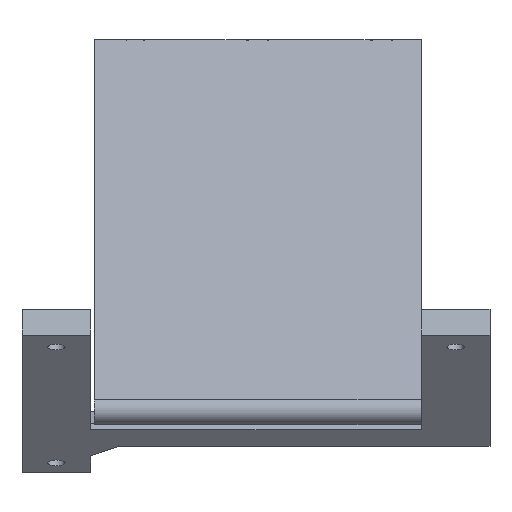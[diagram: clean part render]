
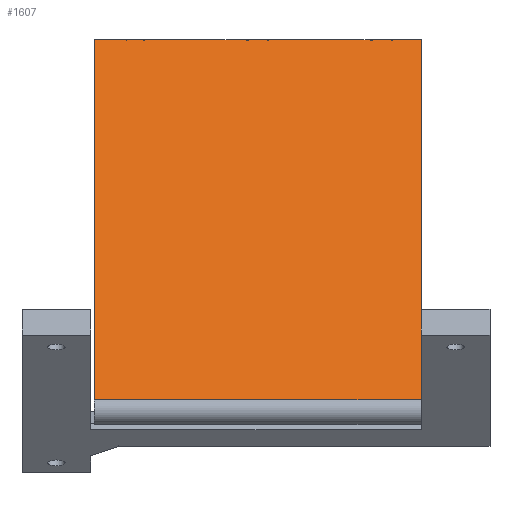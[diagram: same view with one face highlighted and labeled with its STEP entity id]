
A CAD part, top view. The second image highlights one B-rep face of the part: STEP entity #1607.
In plain terms, the highlighted planar face has unit normal (0, 0.799, 0.602).
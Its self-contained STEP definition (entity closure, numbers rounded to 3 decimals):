
#124=PLANE('',#1765);
#245=FACE_OUTER_BOUND('',#346,.T.);
#346=EDGE_LOOP('',(#1493,#1494,#1495,#1496,#1497,#1498,#1499,#1500,#1501,
#1502));
#405=LINE('',#2394,#558);
#472=LINE('',#3100,#625);
#474=LINE('',#3104,#627);
#490=LINE('',#3140,#643);
#491=LINE('',#3142,#644);
#494=LINE('',#3146,#647);
#495=LINE('',#3149,#648);
#502=LINE('',#3167,#655);
#503=LINE('',#3169,#656);
#504=LINE('',#3170,#657);
#558=VECTOR('',#1922,10.);
#625=VECTOR('',#2127,10.);
#627=VECTOR('',#2133,10.);
#643=VECTOR('',#2175,10.);
#644=VECTOR('',#2178,10.);
#647=VECTOR('',#2183,10.);
#648=VECTOR('',#2186,10.);
#655=VECTOR('',#2203,10.);
#656=VECTOR('',#2204,10.);
#657=VECTOR('',#2205,10.);
#736=VERTEX_POINT('',#2375);
#742=VERTEX_POINT('',#2393);
#762=VERTEX_POINT('',#2619);
#779=VERTEX_POINT('',#2768);
#794=VERTEX_POINT('',#2903);
#811=VERTEX_POINT('',#3052);
#824=VERTEX_POINT('',#3138);
#825=VERTEX_POINT('',#3148);
#831=VERTEX_POINT('',#3166);
#832=VERTEX_POINT('',#3168);
#907=EDGE_CURVE('',#742,#736,#405,.T.);
#1022=EDGE_CURVE('',#811,#794,#472,.T.);
#1024=EDGE_CURVE('',#779,#762,#474,.T.);
#1042=EDGE_CURVE('',#736,#824,#490,.T.);
#1043=EDGE_CURVE('',#762,#742,#491,.T.);
#1046=EDGE_CURVE('',#794,#779,#494,.T.);
#1047=EDGE_CURVE('',#825,#811,#495,.T.);
#1056=EDGE_CURVE('',#831,#825,#502,.T.);
#1057=EDGE_CURVE('',#832,#824,#503,.T.);
#1058=EDGE_CURVE('',#831,#832,#504,.T.);
#1493=ORIENTED_EDGE('',*,*,#1056,.T.);
#1494=ORIENTED_EDGE('',*,*,#1047,.T.);
#1495=ORIENTED_EDGE('',*,*,#1022,.T.);
#1496=ORIENTED_EDGE('',*,*,#1046,.T.);
#1497=ORIENTED_EDGE('',*,*,#1024,.T.);
#1498=ORIENTED_EDGE('',*,*,#1043,.T.);
#1499=ORIENTED_EDGE('',*,*,#907,.T.);
#1500=ORIENTED_EDGE('',*,*,#1042,.T.);
#1501=ORIENTED_EDGE('',*,*,#1057,.F.);
#1502=ORIENTED_EDGE('',*,*,#1058,.F.);
#1607=ADVANCED_FACE('',(#245),#124,.T.);
#1765=AXIS2_PLACEMENT_3D('',#3165,#2201,#2202);
#1922=DIRECTION('',(-1.,0.,0.));
#2127=DIRECTION('',(-1.,0.,0.));
#2133=DIRECTION('',(-1.,0.,0.));
#2175=DIRECTION('',(-1.,0.,0.));
#2178=DIRECTION('',(-1.,0.,0.));
#2183=DIRECTION('',(-1.,0.,0.));
#2186=DIRECTION('',(-1.,0.,0.));
#2201=DIRECTION('center_axis',(0.,0.799,0.602));
#2202=DIRECTION('ref_axis',(0.,0.602,-0.799));
#2203=DIRECTION('',(0.,0.602,-0.799));
#2204=DIRECTION('',(0.,0.602,-0.799));
#2205=DIRECTION('',(-1.,0.,0.));
#2375=CARTESIAN_POINT('',(130.35,81.535,-6.785));
#2393=CARTESIAN_POINT('',(131.652,81.535,-6.785));
#2394=CARTESIAN_POINT('',(136.975,81.535,-6.785));
#2619=CARTESIAN_POINT('',(148.048,81.535,-6.785));
#2768=CARTESIAN_POINT('',(149.652,81.535,-6.785));
#2903=CARTESIAN_POINT('',(166.048,81.535,-6.785));
#3052=CARTESIAN_POINT('',(167.652,81.535,-6.785));
#3100=CARTESIAN_POINT('',(136.975,81.535,-6.785));
#3104=CARTESIAN_POINT('',(136.975,81.535,-6.785));
#3138=CARTESIAN_POINT('',(125.1,81.535,-6.785));
#3140=CARTESIAN_POINT('',(136.975,81.535,-6.785));
#3142=CARTESIAN_POINT('',(136.975,81.535,-6.785));
#3146=CARTESIAN_POINT('',(136.975,81.535,-6.785));
#3148=CARTESIAN_POINT('',(172.6,81.535,-6.785));
#3149=CARTESIAN_POINT('',(136.975,81.535,-6.785));
#3165=CARTESIAN_POINT('Origin',(172.6,29.057,62.856));
#3166=CARTESIAN_POINT('',(172.6,29.057,62.856));
#3167=CARTESIAN_POINT('',(172.6,27.552,64.853));
#3168=CARTESIAN_POINT('',(125.1,29.057,62.856));
#3169=CARTESIAN_POINT('',(125.1,27.552,64.853));
#3170=CARTESIAN_POINT('',(172.6,29.057,62.856));
